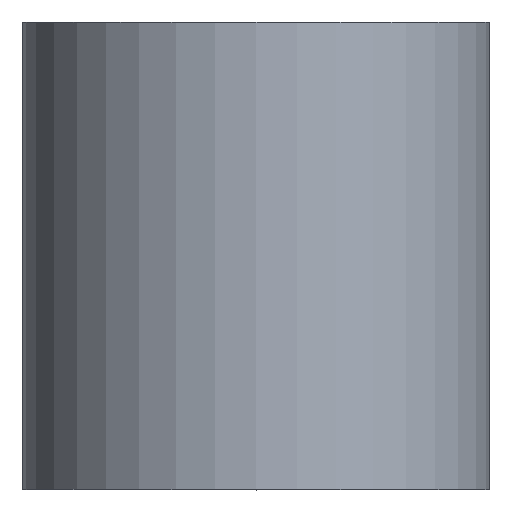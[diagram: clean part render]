
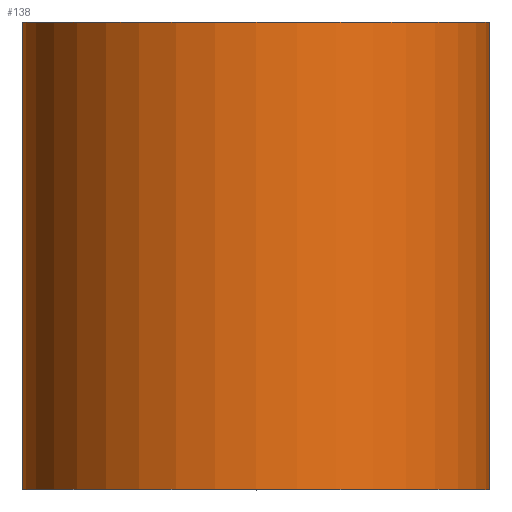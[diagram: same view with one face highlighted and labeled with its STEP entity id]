
A CAD part, top view. The second image highlights one B-rep face of the part: STEP entity #138.
In plain terms, the highlighted cylindrical face has radius 35 mm (diameter 70 mm), a full revolution.
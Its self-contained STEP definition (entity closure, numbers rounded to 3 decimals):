
#138=ADVANCED_FACE('',(#270,#272),#274,.T.);
#270=FACE_OUTER_BOUND('',#271,.T.);
#271=EDGE_LOOP('',(#320));
#272=FACE_OUTER_BOUND('',#273,.T.);
#273=EDGE_LOOP('',(#321));
#274=CYLINDRICAL_SURFACE('',#275,35.);
#275=AXIS2_PLACEMENT_3D('',#276,#277,#278);
#276=CARTESIAN_POINT('',(0.,0.,0.));
#277=DIRECTION('',(0.,1.,0.));
#278=DIRECTION('',(-1.,0.,0.));
#320=ORIENTED_EDGE('',*,*,#341,.F.);
#321=ORIENTED_EDGE('',*,*,#332,.T.);
#332=EDGE_CURVE('',#358,#358,#359,.T.);
#341=EDGE_CURVE('',#376,#376,#377,.T.);
#358=VERTEX_POINT('',#418);
#359=CIRCLE('',#419,35.);
#376=VERTEX_POINT('',#463);
#377=CIRCLE('',#464,35.);
#418=CARTESIAN_POINT('',(-35.,0.,0.));
#419=AXIS2_PLACEMENT_3D('',#420,#421,#422);
#420=CARTESIAN_POINT('',(0.,0.,0.));
#421=DIRECTION('',(0.,1.,0.));
#422=DIRECTION('',(-1.,0.,0.));
#463=CARTESIAN_POINT('',(-35.,70.,0.));
#464=AXIS2_PLACEMENT_3D('',#465,#466,#467);
#465=CARTESIAN_POINT('',(0.,70.,0.));
#466=DIRECTION('',(0.,1.,0.));
#467=DIRECTION('',(-1.,0.,0.));
